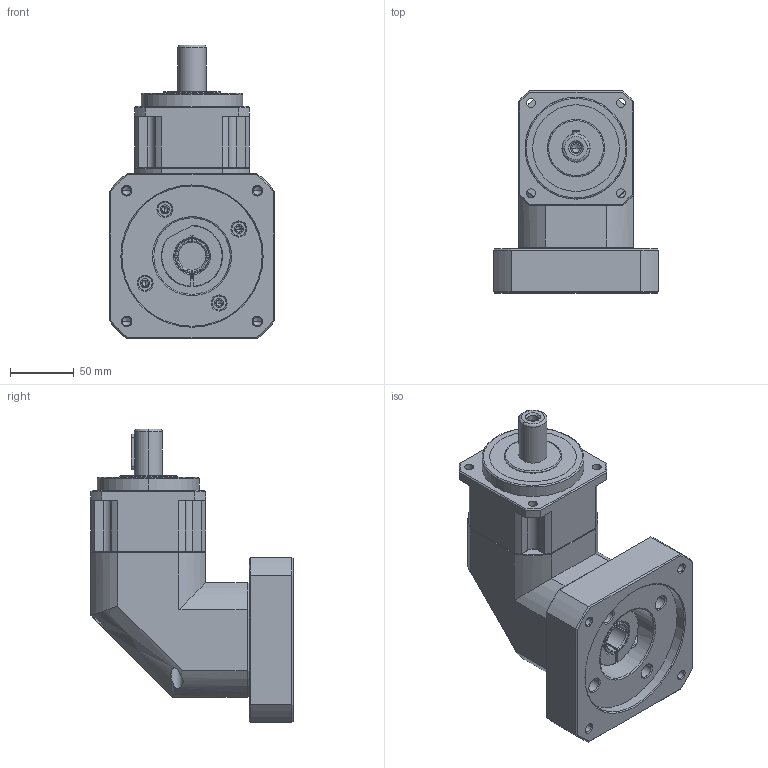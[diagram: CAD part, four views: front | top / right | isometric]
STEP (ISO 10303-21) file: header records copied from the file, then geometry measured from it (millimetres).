
FILE_DESCRIPTION (( 'STEP AP214' ), '1' );
FILE_NAME ('SBL090-L1-22-110-145M8.STEP', '2021-12-25T07:21:54', ( 'admin' ), ( '' ), 'SwSTEP 2.0', 'SolidWorks 2013', '' );
FILE_SCHEMA (( 'AUTOMOTIVE_DESIGN' ));
Length unit declared in the file: millimetre
Products named in the file (5): SBL090-110-145M8; SB090_X2_8F9351FA7AEF_X0_; SBL090_X2_8F9351658F7495017D2773AF_X0_-22; SBL090-22; SBL090-L1-22-110-145M8
Assembly tree (4 placements, depth 2):
  SBL090-L1-22-110-145M8
    SBL090-22
    SBL090_X2_8F9351658F7495017D2773AF_X0_-22
    SB090_X2_8F9351FA7AEF_X0_
    SBL090-110-145M8
Bounding box: 130 x 158.5 x 230.6 mm (x, y, z)
Volume: 1794371.3 mm3; surface area: 200407.6 mm2
Topology: 7 solids, 7 shells, 409 faces, 1022 edges, 633 vertices
Faces by surface type: cylinder 157, plane 148, cone 90, bspline 14
Entity records: 21190 total; most frequent: CARTESIAN_POINT 7012, ORIENTED_EDGE 2004, DIRECTION 1900, EDGE_CURVE 1002, AXIS2_PLACEMENT_3D 722, VERTEX_POINT 633, EDGE_LOOP 473, LINE 456
